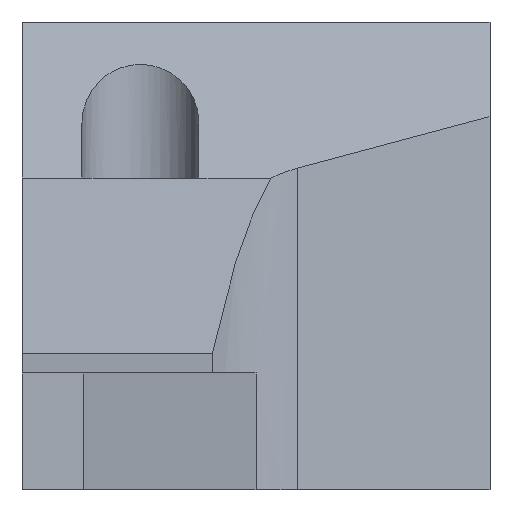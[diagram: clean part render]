
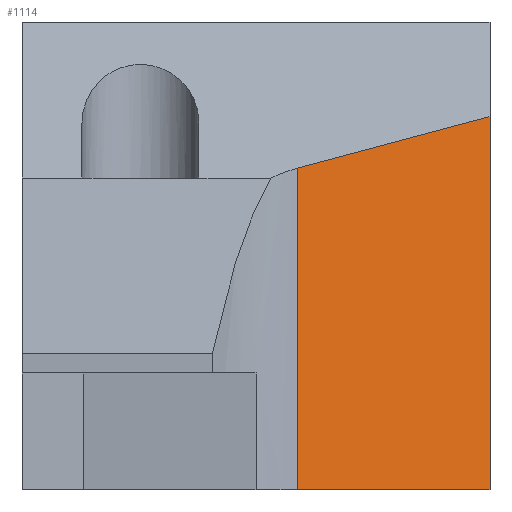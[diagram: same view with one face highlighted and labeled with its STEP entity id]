
A CAD part, left-side view. The second image highlights one B-rep face of the part: STEP entity #1114.
In plain terms, the highlighted planar face has unit normal (-0.966, -0.259, 0).
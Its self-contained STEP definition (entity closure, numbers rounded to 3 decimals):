
#49 = VERTEX_POINT ( 'NONE', #399 ) ;
#64 = VERTEX_POINT ( 'NONE', #153 ) ;
#84 = DIRECTION ( 'NONE',  ( 0.259, -0.966, 0. ) ) ;
#90 = ORIENTED_EDGE ( 'NONE', *, *, #830, .T. ) ;
#127 = LINE ( 'NONE', #231, #431 ) ;
#153 = CARTESIAN_POINT ( 'NONE',  ( -92.22, 0., -6. ) ) ;
#204 = VECTOR ( 'NONE', #1424, 1000. ) ;
#231 = CARTESIAN_POINT ( 'NONE',  ( -86.042, -23.055, -6. ) ) ;
#247 = LINE ( 'NONE', #1346, #1145 ) ;
#300 = FACE_OUTER_BOUND ( 'NONE', #1102, .T. ) ;
#355 = DIRECTION ( 'NONE',  ( 0.259, -0.966, 0. ) ) ;
#399 = CARTESIAN_POINT ( 'NONE',  ( -93.541, 4.933, -6. ) ) ;
#431 = VECTOR ( 'NONE', #355, 1000. ) ;
#435 = EDGE_CURVE ( 'NONE', #1014, #825, #1115, .T. ) ;
#439 = CARTESIAN_POINT ( 'NONE',  ( -93.541, 4.933, 128.13 ) ) ;
#636 = VECTOR ( 'NONE', #1107, 1000. ) ;
#745 = ORIENTED_EDGE ( 'NONE', *, *, #435, .F. ) ;
#772 = CARTESIAN_POINT ( 'NONE',  ( -93.541, 4.933, 2.253 ) ) ;
#825 = VERTEX_POINT ( 'NONE', #1463 ) ;
#830 = EDGE_CURVE ( 'NONE', #1014, #49, #247, .T. ) ;
#922 = LINE ( 'NONE', #1411, #204 ) ;
#1014 = VERTEX_POINT ( 'NONE', #772 ) ;
#1102 = EDGE_LOOP ( 'NONE', ( #90, #1207, #1194, #745 ) ) ;
#1107 = DIRECTION ( 'NONE',  ( 0.251, -0.935, 0.251 ) ) ;
#1114 = ADVANCED_FACE ( 'NONE', ( #300 ), #1311, .T. ) ;
#1115 = LINE ( 'NONE', #1341, #636 ) ;
#1145 = VECTOR ( 'NONE', #1591, 1000. ) ;
#1194 = ORIENTED_EDGE ( 'NONE', *, *, #1528, .F. ) ;
#1207 = ORIENTED_EDGE ( 'NONE', *, *, #1260, .T. ) ;
#1260 = EDGE_CURVE ( 'NONE', #49, #64, #127, .T. ) ;
#1311 = PLANE ( 'NONE',  #1513 ) ;
#1341 = CARTESIAN_POINT ( 'NONE',  ( -85.639, -24.561, 10.156 ) ) ;
#1346 = CARTESIAN_POINT ( 'NONE',  ( -93.541, 4.933, 128.13 ) ) ;
#1411 = CARTESIAN_POINT ( 'NONE',  ( -92.22, 0., -6. ) ) ;
#1424 = DIRECTION ( 'NONE',  ( 0., 0., -1. ) ) ;
#1463 = CARTESIAN_POINT ( 'NONE',  ( -92.22, 0., 3.575 ) ) ;
#1513 = AXIS2_PLACEMENT_3D ( 'NONE', #439, #1561, #84 ) ;
#1528 = EDGE_CURVE ( 'NONE', #825, #64, #922, .T. ) ;
#1561 = DIRECTION ( 'NONE',  ( -0.966, -0.259, 0. ) ) ;
#1591 = DIRECTION ( 'NONE',  ( 0., 0., -1. ) ) ;
